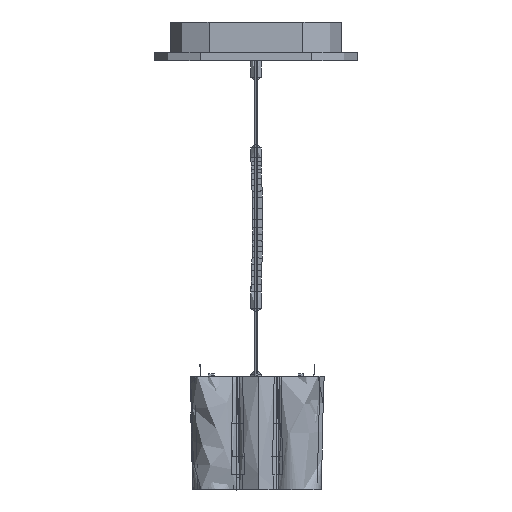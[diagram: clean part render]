
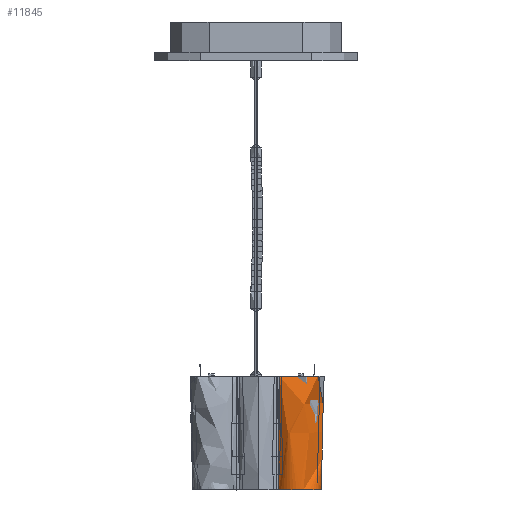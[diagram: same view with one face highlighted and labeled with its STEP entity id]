
A CAD part, front view. The second image highlights one B-rep face of the part: STEP entity #11845.
In plain terms, the highlighted free-form (B-spline) face has degree [2, 1] with [9, 2] control points.
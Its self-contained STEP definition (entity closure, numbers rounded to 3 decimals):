
#6560=B_SPLINE_CURVE_WITH_KNOTS('',3,(#210319,#210320,#210321,#210322,#210323,
#210324,#210325),.UNSPECIFIED.,.F.,.F.,(4,3,4),(0.,0.882,1.),
 .UNSPECIFIED.);
#6565=B_SPLINE_CURVE_WITH_KNOTS('',3,(#210342,#210343,#210344,#210345),
 .UNSPECIFIED.,.F.,.F.,(4,4),(0.,1.),.UNSPECIFIED.);
#6608=B_SPLINE_CURVE_WITH_KNOTS('',3,(#210554,#210555,#210556,#210557),
 .UNSPECIFIED.,.F.,.F.,(4,4),(0.,1.),.UNSPECIFIED.);
#6609=B_SPLINE_CURVE_WITH_KNOTS('',3,(#210558,#210559,#210560,#210561,#210562,
#210563,#210564,#210565,#210566,#210567,#210568,#210569,#210570,#210571),
 .UNSPECIFIED.,.F.,.F.,(4,2,2,2,2,2,4),(0.,0.613,0.766,
0.885,0.935,0.967,1.),.UNSPECIFIED.);
#11845=ADVANCED_FACE('',(#15816),#76000,.T.);
#15816=FACE_OUTER_BOUND('',#20327,.T.);
#20327=EDGE_LOOP('',(#38985,#38986,#38987,#38988,#38989,#38990,#38991));
#38985=ORIENTED_EDGE('',*,*,#55559,.F.);
#38986=ORIENTED_EDGE('',*,*,#55554,.F.);
#38987=ORIENTED_EDGE('',*,*,#55604,.F.);
#38988=ORIENTED_EDGE('',*,*,#55546,.F.);
#38989=ORIENTED_EDGE('',*,*,#55627,.T.);
#38990=ORIENTED_EDGE('',*,*,#55446,.F.);
#38991=ORIENTED_EDGE('',*,*,#55605,.F.);
#55446=EDGE_CURVE('',#71055,#71056,#63575,.T.);
#55546=EDGE_CURVE('',#71133,#71134,#63595,.T.);
#55554=EDGE_CURVE('',#71138,#71139,#6560,.T.);
#55559=EDGE_CURVE('',#71139,#71142,#6565,.T.);
#55604=EDGE_CURVE('',#71134,#71138,#6608,.T.);
#55605=EDGE_CURVE('',#71142,#71055,#6609,.T.);
#55627=EDGE_CURVE('',#71133,#71056,#63599,.T.);
#63575=(
BOUNDED_CURVE()
B_SPLINE_CURVE(2,(#209513,#209514,#209515,#209516,#209517,#209518,#209519,
#209520,#209521),.UNSPECIFIED.,.F.,.F.)
B_SPLINE_CURVE_WITH_KNOTS((3,2,2,2,3),(0.,12.882,25.764,
38.645,51.527),.UNSPECIFIED.)
CURVE()
GEOMETRIC_REPRESENTATION_ITEM()
RATIONAL_B_SPLINE_CURVE((1.,0.9,1.,0.9,1.,0.9,
1.,0.9,1.))
REPRESENTATION_ITEM('')
);
#63595=(
BOUNDED_CURVE()
B_SPLINE_CURVE(2,(#210255,#210256,#210257,#210258,#210259,#210260,#210261,
#210262,#210263),.UNSPECIFIED.,.F.,.F.)
B_SPLINE_CURVE_WITH_KNOTS((3,2,2,2,3),(-54.182,-40.636,
-27.091,-13.545,0.),.UNSPECIFIED.)
CURVE()
GEOMETRIC_REPRESENTATION_ITEM()
RATIONAL_B_SPLINE_CURVE((1.,0.913,1.,0.913,1.,0.913,
1.,0.913,1.))
REPRESENTATION_ITEM('')
);
#63599=(
BOUNDED_CURVE()
B_SPLINE_CURVE(3,(#210698,#210699,#210700,#210701),.UNSPECIFIED.,.F.,.F.)
B_SPLINE_CURVE_WITH_KNOTS((4,4),(-70.512,-0.446),
 .UNSPECIFIED.)
CURVE()
GEOMETRIC_REPRESENTATION_ITEM()
RATIONAL_B_SPLINE_CURVE((1.,1.,1.,1.))
REPRESENTATION_ITEM('')
);
#71055=VERTEX_POINT('',#209108);
#71056=VERTEX_POINT('',#209109);
#71133=VERTEX_POINT('',#209186);
#71134=VERTEX_POINT('',#209187);
#71138=VERTEX_POINT('',#209191);
#71139=VERTEX_POINT('',#209192);
#71142=VERTEX_POINT('',#209195);
#76000=(
BOUNDED_SURFACE()
B_SPLINE_SURFACE(2,1,((#208354,#208355),(#208356,#208357),(#208358,#208359),
(#208360,#208361),(#208362,#208363),(#208364,#208365),(#208366,#208367),
(#208368,#208369),(#208370,#208371)),.UNSPECIFIED.,.T.,.F.,.F.)
B_SPLINE_SURFACE_WITH_KNOTS((3,2,2,2,3),(2,2),(0.,32.613,65.225,
97.838,130.451),(0.,86.459),.UNSPECIFIED.)
GEOMETRIC_REPRESENTATION_ITEM()
RATIONAL_B_SPLINE_SURFACE(((1.,1.),(0.707,0.707),
(1.,1.),(0.707,0.707),(1.,1.),(0.707,
0.707),(1.,1.),(0.707,0.707),(1.,1.)))
REPRESENTATION_ITEM('')
SURFACE()
);
#208354=CARTESIAN_POINT('',(854.769,-2018.647,-50.95));
#208355=CARTESIAN_POINT('',(854.769,-2016.384,35.45));
#208356=CARTESIAN_POINT('',(840.725,-2018.647,-50.95));
#208357=CARTESIAN_POINT('',(838.463,-2016.384,35.45));
#208358=CARTESIAN_POINT('',(840.725,-2032.69,-50.95));
#208359=CARTESIAN_POINT('',(838.463,-2032.69,35.45));
#208360=CARTESIAN_POINT('',(840.725,-2046.734,-50.95));
#208361=CARTESIAN_POINT('',(838.463,-2048.997,35.45));
#208362=CARTESIAN_POINT('',(854.769,-2046.734,-50.95));
#208363=CARTESIAN_POINT('',(854.769,-2048.997,35.45));
#208364=CARTESIAN_POINT('',(868.813,-2046.734,-50.95));
#208365=CARTESIAN_POINT('',(871.075,-2048.997,35.45));
#208366=CARTESIAN_POINT('',(868.813,-2032.69,-50.95));
#208367=CARTESIAN_POINT('',(871.075,-2032.69,35.45));
#208368=CARTESIAN_POINT('',(868.813,-2018.647,-50.95));
#208369=CARTESIAN_POINT('',(871.075,-2016.384,35.45));
#208370=CARTESIAN_POINT('',(854.769,-2018.647,-50.95));
#208371=CARTESIAN_POINT('',(854.769,-2016.384,35.45));
#209108=CARTESIAN_POINT('',(861.512,-2020.127,-42.75));
#209109=CARTESIAN_POINT('',(843.05,-2040.813,-42.75));
#209186=CARTESIAN_POINT('',(843.166,-2043.84,27.25));
#209187=CARTESIAN_POINT('',(863.585,-2019.229,27.25));
#209191=CARTESIAN_POINT('',(862.268,-2019.449,-6.133));
#209192=CARTESIAN_POINT('',(861.7,-2020.108,-38.697));
#209195=CARTESIAN_POINT('',(861.324,-2019.917,-38.997));
#209513=CARTESIAN_POINT('',(861.512,-2020.127,-42.75));
#209514=CARTESIAN_POINT('',(867.607,-2023.398,-42.75));
#209515=CARTESIAN_POINT('',(868.81,-2030.211,-42.75));
#209516=CARTESIAN_POINT('',(870.013,-2037.023,-42.75));
#209517=CARTESIAN_POINT('',(865.407,-2042.185,-42.75));
#209518=CARTESIAN_POINT('',(860.801,-2047.346,-42.75));
#209519=CARTESIAN_POINT('',(853.896,-2046.922,-42.75));
#209520=CARTESIAN_POINT('',(846.991,-2046.498,-42.75));
#209521=CARTESIAN_POINT('',(843.05,-2040.813,-42.75));
#210255=CARTESIAN_POINT('',(843.166,-2043.84,27.25));
#210256=CARTESIAN_POINT('',(848.157,-2049.034,27.25));
#210257=CARTESIAN_POINT('',(855.356,-2048.771,27.25));
#210258=CARTESIAN_POINT('',(862.554,-2048.509,27.25));
#210259=CARTESIAN_POINT('',(867.153,-2042.965,27.25));
#210260=CARTESIAN_POINT('',(871.753,-2037.421,27.25));
#210261=CARTESIAN_POINT('',(870.682,-2030.298,27.25));
#210262=CARTESIAN_POINT('',(869.611,-2023.175,27.25));
#210263=CARTESIAN_POINT('',(863.585,-2019.229,27.25));
#210319=CARTESIAN_POINT('',(862.268,-2019.449,-6.133));
#210320=CARTESIAN_POINT('',(862.101,-2019.642,-15.705));
#210321=CARTESIAN_POINT('',(861.934,-2019.836,-25.278));
#210322=CARTESIAN_POINT('',(861.767,-2020.03,-34.85));
#210323=CARTESIAN_POINT('',(861.744,-2020.056,-36.132));
#210324=CARTESIAN_POINT('',(861.722,-2020.082,-37.414));
#210325=CARTESIAN_POINT('',(861.7,-2020.108,-38.697));
#210342=CARTESIAN_POINT('',(861.7,-2020.108,-38.697));
#210343=CARTESIAN_POINT('',(861.6,-2020.057,-38.814));
#210344=CARTESIAN_POINT('',(861.504,-2020.007,-38.921));
#210345=CARTESIAN_POINT('',(861.324,-2019.917,-38.997));
#210554=CARTESIAN_POINT('',(863.585,-2019.229,27.25));
#210555=CARTESIAN_POINT('',(862.866,-2019.106,16.131));
#210556=CARTESIAN_POINT('',(862.463,-2019.224,5.014));
#210557=CARTESIAN_POINT('',(862.268,-2019.449,-6.133));
#210558=CARTESIAN_POINT('',(861.324,-2019.917,-38.997));
#210559=CARTESIAN_POINT('',(861.329,-2019.941,-39.747));
#210560=CARTESIAN_POINT('',(861.336,-2019.967,-40.496));
#210561=CARTESIAN_POINT('',(861.367,-2020.011,-41.431));
#210562=CARTESIAN_POINT('',(861.374,-2020.02,-41.618));
#210563=CARTESIAN_POINT('',(861.391,-2020.039,-41.95));
#210564=CARTESIAN_POINT('',(861.327,-2020.001,-41.804));
#210565=CARTESIAN_POINT('',(861.493,-2020.112,-42.582));
#210566=CARTESIAN_POINT('',(861.493,-2020.117,-42.774));
#210567=CARTESIAN_POINT('',(861.308,-2020.02,-42.769));
#210568=CARTESIAN_POINT('',(861.233,-2019.981,-42.74));
#210569=CARTESIAN_POINT('',(861.354,-2020.043,-42.753));
#210570=CARTESIAN_POINT('',(861.439,-2020.088,-42.75));
#210571=CARTESIAN_POINT('',(861.512,-2020.127,-42.75));
#210698=CARTESIAN_POINT('',(843.166,-2043.84,27.25));
#210699=CARTESIAN_POINT('',(843.135,-2042.926,3.912));
#210700=CARTESIAN_POINT('',(843.102,-2041.96,-19.424));
#210701=CARTESIAN_POINT('',(843.05,-2040.813,-42.75));
